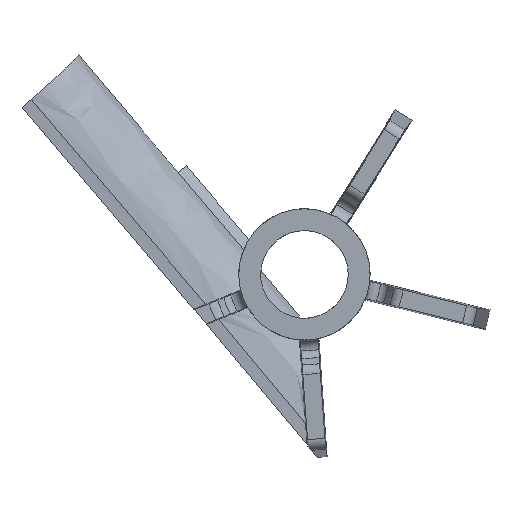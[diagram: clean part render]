
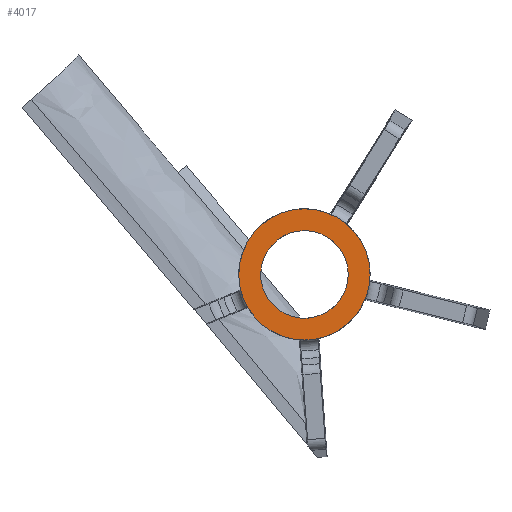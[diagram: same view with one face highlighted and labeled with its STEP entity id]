
A CAD part, front view. The second image highlights one B-rep face of the part: STEP entity #4017.
In plain terms, the highlighted planar face has unit normal (0, -1, 0).
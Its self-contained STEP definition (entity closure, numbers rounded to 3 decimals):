
#4017 = ADVANCED_FACE('',(#4018,#4059),#4033,.T.);
#4018 = FACE_BOUND('',#4019,.T.);
#4019 = EDGE_LOOP('',(#4020,#4044));
#4020 = ORIENTED_EDGE('',*,*,#4021,.T.);
#4021 = EDGE_CURVE('',#4022,#4024,#4026,.T.);
#4022 = VERTEX_POINT('',#4023);
#4023 = CARTESIAN_POINT('',(1425.543,-745.5,
    1236.197));
#4024 = VERTEX_POINT('',#4025);
#4025 = CARTESIAN_POINT('',(1420.663,-745.5,
    1232.743));
#4026 = SURFACE_CURVE('',#4027,(#4032),.PCURVE_S1.);
#4027 = CIRCLE('',#4028,3.);
#4028 = AXIS2_PLACEMENT_3D('',#4029,#4030,#4031);
#4029 = CARTESIAN_POINT('',(1423.248,-745.5,
    1234.265));
#4030 = DIRECTION('',(0.,-1.,0.));
#4031 = DIRECTION('',(0.765,0.,0.644));
#4032 = PCURVE('',#4033,#4038);
#4033 = PLANE('',#4034);
#4034 = AXIS2_PLACEMENT_3D('',#4035,#4036,#4037);
#4035 = CARTESIAN_POINT('',(1423.248,-745.5,
    1234.265));
#4036 = DIRECTION('',(0.,-1.,0.));
#4037 = DIRECTION('',(0.765,0.,0.644));
#4038 = DEFINITIONAL_REPRESENTATION('',(#4039),#4043);
#4039 = CIRCLE('',#4040,3.);
#4040 = AXIS2_PLACEMENT_2D('',#4041,#4042);
#4041 = CARTESIAN_POINT('',(0.,0.));
#4042 = DIRECTION('',(1.,0.));
#4043 = ( GEOMETRIC_REPRESENTATION_CONTEXT(2) 
PARAMETRIC_REPRESENTATION_CONTEXT() REPRESENTATION_CONTEXT('2D SPACE',''
  ) );
#4044 = ORIENTED_EDGE('',*,*,#4045,.T.);
#4045 = EDGE_CURVE('',#4024,#4022,#4046,.T.);
#4046 = SURFACE_CURVE('',#4047,(#4052),.PCURVE_S1.);
#4047 = CIRCLE('',#4048,3.);
#4048 = AXIS2_PLACEMENT_3D('',#4049,#4050,#4051);
#4049 = CARTESIAN_POINT('',(1423.248,-745.5,
    1234.265));
#4050 = DIRECTION('',(0.,-1.,0.));
#4051 = DIRECTION('',(0.765,0.,0.644));
#4052 = PCURVE('',#4033,#4053);
#4053 = DEFINITIONAL_REPRESENTATION('',(#4054),#4058);
#4054 = CIRCLE('',#4055,3.);
#4055 = AXIS2_PLACEMENT_2D('',#4056,#4057);
#4056 = CARTESIAN_POINT('',(0.,0.));
#4057 = DIRECTION('',(1.,0.));
#4058 = ( GEOMETRIC_REPRESENTATION_CONTEXT(2) 
PARAMETRIC_REPRESENTATION_CONTEXT() REPRESENTATION_CONTEXT('2D SPACE',''
  ) );
#4059 = FACE_BOUND('',#4060,.T.);
#4060 = EDGE_LOOP('',(#4061,#4080));
#4061 = ORIENTED_EDGE('',*,*,#4062,.F.);
#4062 = EDGE_CURVE('',#4063,#4065,#4067,.T.);
#4063 = VERTEX_POINT('',#4064);
#4064 = CARTESIAN_POINT('',(1424.778,-745.5,
    1235.553));
#4065 = VERTEX_POINT('',#4066);
#4066 = CARTESIAN_POINT('',(1423.078,-745.5,
    1232.272));
#4067 = SURFACE_CURVE('',#4068,(#4073),.PCURVE_S1.);
#4068 = CIRCLE('',#4069,2.);
#4069 = AXIS2_PLACEMENT_3D('',#4070,#4071,#4072);
#4070 = CARTESIAN_POINT('',(1423.248,-745.5,
    1234.265));
#4071 = DIRECTION('',(0.,-1.,0.));
#4072 = DIRECTION('',(0.765,0.,0.644));
#4073 = PCURVE('',#4033,#4074);
#4074 = DEFINITIONAL_REPRESENTATION('',(#4075),#4079);
#4075 = CIRCLE('',#4076,2.);
#4076 = AXIS2_PLACEMENT_2D('',#4077,#4078);
#4077 = CARTESIAN_POINT('',(0.,0.));
#4078 = DIRECTION('',(1.,0.));
#4079 = ( GEOMETRIC_REPRESENTATION_CONTEXT(2) 
PARAMETRIC_REPRESENTATION_CONTEXT() REPRESENTATION_CONTEXT('2D SPACE',''
  ) );
#4080 = ORIENTED_EDGE('',*,*,#4081,.F.);
#4081 = EDGE_CURVE('',#4065,#4063,#4082,.T.);
#4082 = SURFACE_CURVE('',#4083,(#4088),.PCURVE_S1.);
#4083 = CIRCLE('',#4084,2.);
#4084 = AXIS2_PLACEMENT_3D('',#4085,#4086,#4087);
#4085 = CARTESIAN_POINT('',(1423.248,-745.5,
    1234.265));
#4086 = DIRECTION('',(0.,-1.,0.));
#4087 = DIRECTION('',(0.765,0.,0.644));
#4088 = PCURVE('',#4033,#4089);
#4089 = DEFINITIONAL_REPRESENTATION('',(#4090),#4094);
#4090 = CIRCLE('',#4091,2.);
#4091 = AXIS2_PLACEMENT_2D('',#4092,#4093);
#4092 = CARTESIAN_POINT('',(0.,0.));
#4093 = DIRECTION('',(1.,0.));
#4094 = ( GEOMETRIC_REPRESENTATION_CONTEXT(2) 
PARAMETRIC_REPRESENTATION_CONTEXT() REPRESENTATION_CONTEXT('2D SPACE',''
  ) );
